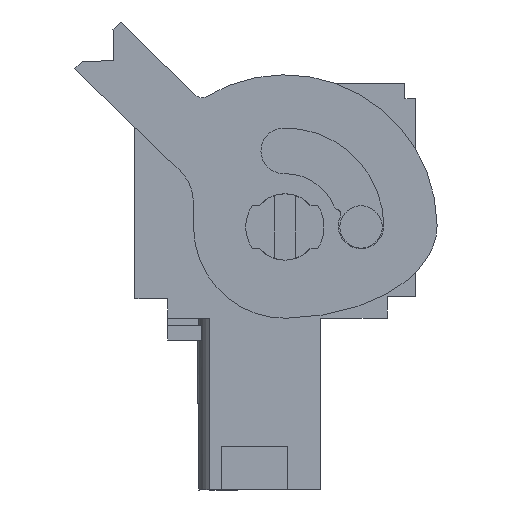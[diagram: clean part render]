
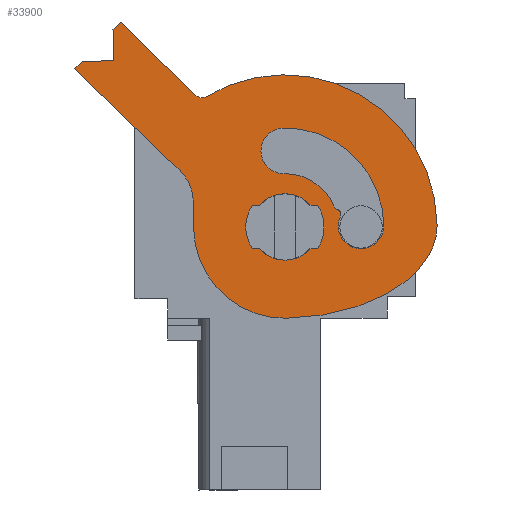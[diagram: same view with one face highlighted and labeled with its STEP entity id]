
A CAD part, left-side view. The second image highlights one B-rep face of the part: STEP entity #33900.
In plain terms, the highlighted planar face has unit normal (-1, 0, 0).
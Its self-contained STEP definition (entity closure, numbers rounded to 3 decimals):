
#33239=AXIS2_PLACEMENT_3D('Circle Axis2P3D',#33237,#33238,$) ;
#33442=AXIS2_PLACEMENT_3D('Circle Axis2P3D',#33440,#33441,$) ;
#33473=AXIS2_PLACEMENT_3D('Circle Axis2P3D',#33471,#33472,$) ;
#33626=AXIS2_PLACEMENT_3D('Circle Axis2P3D',#33624,#33625,$) ;
#33657=AXIS2_PLACEMENT_3D('Circle Axis2P3D',#33655,#33656,$) ;
#33681=AXIS2_PLACEMENT_3D('Circle Axis2P3D',#33679,#33680,$) ;
#33705=AXIS2_PLACEMENT_3D('Circle Axis2P3D',#33703,#33704,$) ;
#33729=AXIS2_PLACEMENT_3D('Circle Axis2P3D',#33727,#33728,$) ;
#33746=AXIS2_PLACEMENT_3D('Circle Axis2P3D',#33744,#33745,$) ;
#33763=AXIS2_PLACEMENT_3D('Circle Axis2P3D',#33761,#33762,$) ;
#33811=AXIS2_PLACEMENT_3D('Circle Axis2P3D',#33809,#33810,$) ;
#33867=AXIS2_PLACEMENT_3D('Plane Axis2P3D',#33864,#33865,#33866) ;
#33885=AXIS2_PLACEMENT_3D('Circle Axis2P3D',#33883,#33884,$) ;
#33234=CARTESIAN_POINT('Vertex',(0.5,6.999,13.625)) ;
#33237=CARTESIAN_POINT('Axis2P3D Location',(0.5,6.999,12.1)) ;
#33241=CARTESIAN_POINT('Vertex',(0.5,6.999,10.575)) ;
#33437=CARTESIAN_POINT('Vertex',(0.5,10.607,18.099)) ;
#33440=CARTESIAN_POINT('Axis2P3D Location',(0.5,6.999,12.1)) ;
#33444=CARTESIAN_POINT('Vertex',(0.5,0.,12.21)) ;
#33468=CARTESIAN_POINT('Vertex',(0.5,6.933,7.901)) ;
#33471=CARTESIAN_POINT('Axis2P3D Location',(0.5,6.999,12.1)) ;
#33475=CARTESIAN_POINT('Vertex',(0.5,11.198,12.034)) ;
#33499=CARTESIAN_POINT('Vertex',(0.5,16.66,19.374)) ;
#33502=CARTESIAN_POINT('Line Origine',(0.5,16.492,19.547)) ;
#33506=CARTESIAN_POINT('Vertex',(0.5,16.324,19.72)) ;
#33526=CARTESIAN_POINT('Line Origine',(0.5,15.605,19.732)) ;
#33530=CARTESIAN_POINT('Vertex',(0.5,14.886,19.743)) ;
#33550=CARTESIAN_POINT('Line Origine',(0.5,14.897,20.462)) ;
#33554=CARTESIAN_POINT('Vertex',(0.5,14.909,21.181)) ;
#33569=CARTESIAN_POINT('Line Origine',(0.5,14.741,21.355)) ;
#33573=CARTESIAN_POINT('Vertex',(0.5,14.573,21.528)) ;
#33593=CARTESIAN_POINT('Line Origine',(0.5,12.832,19.841)) ;
#33597=CARTESIAN_POINT('Vertex',(0.5,11.091,18.154)) ;
#33621=CARTESIAN_POINT('Vertex',(0.5,7.038,14.55)) ;
#33624=CARTESIAN_POINT('Axis2P3D Location',(0.5,6.999,12.1)) ;
#33628=CARTESIAN_POINT('Vertex',(0.5,4.727,13.018)) ;
#33652=CARTESIAN_POINT('Vertex',(0.5,4.583,12.897)) ;
#33655=CARTESIAN_POINT('Axis2P3D Location',(0.5,4.624,12.701)) ;
#33659=CARTESIAN_POINT('Vertex',(0.5,4.444,12.614)) ;
#33679=CARTESIAN_POINT('Axis2P3D Location',(0.5,4.542,13.093)) ;
#33700=CARTESIAN_POINT('Vertex',(0.5,7.071,16.649)) ;
#33703=CARTESIAN_POINT('Axis2P3D Location',(0.5,7.054,15.6)) ;
#33724=CARTESIAN_POINT('Vertex',(0.5,2.45,12.172)) ;
#33727=CARTESIAN_POINT('Axis2P3D Location',(0.5,6.999,12.1)) ;
#33744=CARTESIAN_POINT('Axis2P3D Location',(0.5,3.499,12.155)) ;
#33761=CARTESIAN_POINT('Axis2P3D Location',(0.5,10.813,18.442)) ;
#33782=CARTESIAN_POINT('Vertex',(0.5,11.826,14.689)) ;
#33785=CARTESIAN_POINT('Line Origine',(0.5,14.243,17.031)) ;
#33806=CARTESIAN_POINT('Vertex',(0.5,11.218,13.284)) ;
#33809=CARTESIAN_POINT('Axis2P3D Location',(0.5,13.218,13.253)) ;
#33826=CARTESIAN_POINT('Line Origine',(0.5,11.208,12.659)) ;
#33847=CARTESIAN_POINT('Control Point',(0.5,6.933,7.901)) ;
#33848=CARTESIAN_POINT('Control Point',(0.5,5.853,7.917)) ;
#33849=CARTESIAN_POINT('Control Point',(0.5,4.775,8.059)) ;
#33850=CARTESIAN_POINT('Control Point',(0.5,3.734,8.326)) ;
#33851=CARTESIAN_POINT('Control Point',(0.5,1.928,9.07)) ;
#33852=CARTESIAN_POINT('Control Point',(0.5,0.648,10.227)) ;
#33853=CARTESIAN_POINT('Control Point',(0.5,0.205,10.857)) ;
#33854=CARTESIAN_POINT('Control Point',(0.5,-0.011,11.535)) ;
#33855=CARTESIAN_POINT('Control Point',(0.5,0.,12.21)) ;
#33864=CARTESIAN_POINT('Axis2P3D Location',(0.5,8.399,24.2)) ;
#33883=CARTESIAN_POINT('Axis2P3D Location',(0.5,6.999,12.1)) ;
#33238=DIRECTION('Axis2P3D Direction',(-1.,0.,0.)) ;
#33441=DIRECTION('Axis2P3D Direction',(-1.,0.,0.)) ;
#33472=DIRECTION('Axis2P3D Direction',(-1.,0.,0.)) ;
#33503=DIRECTION('Vector Direction',(0.,-0.696,0.718)) ;
#33527=DIRECTION('Vector Direction',(0.,-1.,0.016)) ;
#33551=DIRECTION('Vector Direction',(0.,0.016,1.)) ;
#33570=DIRECTION('Vector Direction',(0.,-0.696,0.718)) ;
#33594=DIRECTION('Vector Direction',(0.,-0.718,-0.696)) ;
#33625=DIRECTION('Axis2P3D Direction',(-1.,0.,0.)) ;
#33656=DIRECTION('Axis2P3D Direction',(-1.,0.,0.)) ;
#33680=DIRECTION('Axis2P3D Direction',(-1.,0.,0.)) ;
#33704=DIRECTION('Axis2P3D Direction',(-1.,0.,0.)) ;
#33728=DIRECTION('Axis2P3D Direction',(-1.,0.,0.)) ;
#33745=DIRECTION('Axis2P3D Direction',(-1.,0.,0.)) ;
#33762=DIRECTION('Axis2P3D Direction',(-1.,0.,0.)) ;
#33786=DIRECTION('Vector Direction',(0.,-0.718,-0.696)) ;
#33810=DIRECTION('Axis2P3D Direction',(-1.,0.,0.)) ;
#33827=DIRECTION('Vector Direction',(0.,-0.016,-1.)) ;
#33865=DIRECTION('Axis2P3D Direction',(1.,0.,0.)) ;
#33866=DIRECTION('Axis2P3D XDirection',(0.,0.,-1.)) ;
#33884=DIRECTION('Axis2P3D Direction',(1.,0.,0.)) ;
#33504=VECTOR('Line Direction',#33503,1.) ;
#33528=VECTOR('Line Direction',#33527,1.) ;
#33552=VECTOR('Line Direction',#33551,1.) ;
#33571=VECTOR('Line Direction',#33570,1.) ;
#33595=VECTOR('Line Direction',#33594,1.) ;
#33787=VECTOR('Line Direction',#33786,1.) ;
#33828=VECTOR('Line Direction',#33827,1.) ;
#33870=ORIENTED_EDGE('',*,*,#33856,.T.) ;
#33871=ORIENTED_EDGE('',*,*,#33446,.F.) ;
#33872=ORIENTED_EDGE('',*,*,#33765,.T.) ;
#33873=ORIENTED_EDGE('',*,*,#33599,.F.) ;
#33874=ORIENTED_EDGE('',*,*,#33575,.F.) ;
#33875=ORIENTED_EDGE('',*,*,#33556,.F.) ;
#33876=ORIENTED_EDGE('',*,*,#33532,.F.) ;
#33877=ORIENTED_EDGE('',*,*,#33508,.F.) ;
#33878=ORIENTED_EDGE('',*,*,#33789,.T.) ;
#33879=ORIENTED_EDGE('',*,*,#33813,.T.) ;
#33880=ORIENTED_EDGE('',*,*,#33830,.T.) ;
#33881=ORIENTED_EDGE('',*,*,#33477,.F.) ;
#33889=ORIENTED_EDGE('',*,*,#33887,.T.) ;
#33890=ORIENTED_EDGE('',*,*,#33243,.T.) ;
#33893=ORIENTED_EDGE('',*,*,#33731,.T.) ;
#33894=ORIENTED_EDGE('',*,*,#33748,.T.) ;
#33895=ORIENTED_EDGE('',*,*,#33661,.F.) ;
#33896=ORIENTED_EDGE('',*,*,#33683,.T.) ;
#33897=ORIENTED_EDGE('',*,*,#33630,.F.) ;
#33898=ORIENTED_EDGE('',*,*,#33707,.T.) ;
#33891=FACE_BOUND('',#33888,.T.) ;
#33899=FACE_BOUND('',#33892,.T.) ;
#33900=ADVANCED_FACE('L\X2\00F6\X0\sehebel.2',(#33882,#33891,#33899),#33868,.F.) ;
#33846=B_SPLINE_CURVE_WITH_KNOTS('',5,(#33847,#33848,#33849,#33850,#33851,#33852,#33853,#33854,#33855),.UNSPECIFIED.,.F.,.U.,(6,3,6),(0.,8.296,15.673),.UNSPECIFIED.) ;
#33240=CIRCLE('generated circle',#33239,1.525) ;
#33443=CIRCLE('generated circle',#33442,7.) ;
#33474=CIRCLE('generated circle',#33473,4.2) ;
#33627=CIRCLE('generated circle',#33626,2.45) ;
#33658=CIRCLE('generated circle',#33657,0.2) ;
#33682=CIRCLE('generated circle',#33681,0.2) ;
#33706=CIRCLE('generated circle',#33705,1.05) ;
#33730=CIRCLE('generated circle',#33729,4.55) ;
#33747=CIRCLE('generated circle',#33746,1.05) ;
#33764=CIRCLE('generated circle',#33763,0.4) ;
#33812=CIRCLE('generated circle',#33811,2.) ;
#33886=CIRCLE('generated circle',#33885,1.525) ;
#33243=EDGE_CURVE('',#33242,#33235,#33240,.F.) ;
#33446=EDGE_CURVE('',#33438,#33445,#33443,.F.) ;
#33477=EDGE_CURVE('',#33469,#33476,#33474,.F.) ;
#33508=EDGE_CURVE('',#33500,#33507,#33505,.T.) ;
#33532=EDGE_CURVE('',#33507,#33531,#33529,.T.) ;
#33556=EDGE_CURVE('',#33531,#33555,#33553,.T.) ;
#33575=EDGE_CURVE('',#33555,#33574,#33572,.T.) ;
#33599=EDGE_CURVE('',#33574,#33598,#33596,.T.) ;
#33630=EDGE_CURVE('',#33622,#33629,#33627,.F.) ;
#33661=EDGE_CURVE('',#33653,#33660,#33658,.F.) ;
#33683=EDGE_CURVE('',#33653,#33629,#33682,.F.) ;
#33707=EDGE_CURVE('',#33622,#33701,#33706,.F.) ;
#33731=EDGE_CURVE('',#33701,#33725,#33730,.F.) ;
#33748=EDGE_CURVE('',#33725,#33660,#33747,.F.) ;
#33765=EDGE_CURVE('',#33438,#33598,#33764,.F.) ;
#33789=EDGE_CURVE('',#33500,#33783,#33788,.T.) ;
#33813=EDGE_CURVE('',#33783,#33807,#33812,.F.) ;
#33830=EDGE_CURVE('',#33807,#33476,#33829,.T.) ;
#33856=EDGE_CURVE('',#33469,#33445,#33846,.T.) ;
#33887=EDGE_CURVE('',#33235,#33242,#33886,.T.) ;
#33869=EDGE_LOOP('',(#33870,#33871,#33872,#33873,#33874,#33875,#33876,#33877,#33878,#33879,#33880,#33881)) ;
#33888=EDGE_LOOP('',(#33889,#33890)) ;
#33892=EDGE_LOOP('',(#33893,#33894,#33895,#33896,#33897,#33898)) ;
#33882=FACE_OUTER_BOUND('',#33869,.T.) ;
#33505=LINE('Line',#33502,#33504) ;
#33529=LINE('Line',#33526,#33528) ;
#33553=LINE('Line',#33550,#33552) ;
#33572=LINE('Line',#33569,#33571) ;
#33596=LINE('Line',#33593,#33595) ;
#33788=LINE('Line',#33785,#33787) ;
#33829=LINE('Line',#33826,#33828) ;
#33868=PLANE('',#33867) ;
#33235=VERTEX_POINT('',#33234) ;
#33242=VERTEX_POINT('',#33241) ;
#33438=VERTEX_POINT('',#33437) ;
#33445=VERTEX_POINT('',#33444) ;
#33469=VERTEX_POINT('',#33468) ;
#33476=VERTEX_POINT('',#33475) ;
#33500=VERTEX_POINT('',#33499) ;
#33507=VERTEX_POINT('',#33506) ;
#33531=VERTEX_POINT('',#33530) ;
#33555=VERTEX_POINT('',#33554) ;
#33574=VERTEX_POINT('',#33573) ;
#33598=VERTEX_POINT('',#33597) ;
#33622=VERTEX_POINT('',#33621) ;
#33629=VERTEX_POINT('',#33628) ;
#33653=VERTEX_POINT('',#33652) ;
#33660=VERTEX_POINT('',#33659) ;
#33701=VERTEX_POINT('',#33700) ;
#33725=VERTEX_POINT('',#33724) ;
#33783=VERTEX_POINT('',#33782) ;
#33807=VERTEX_POINT('',#33806) ;
